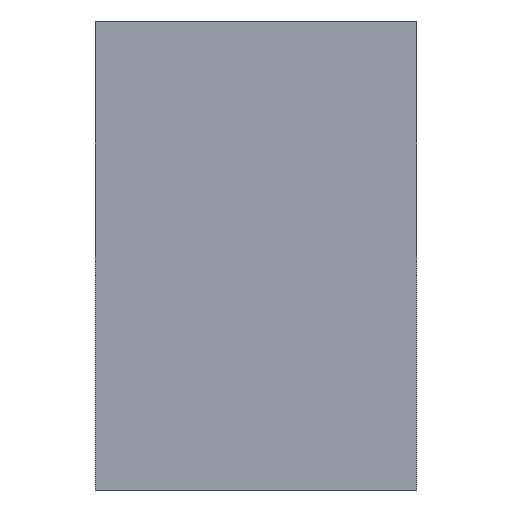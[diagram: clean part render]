
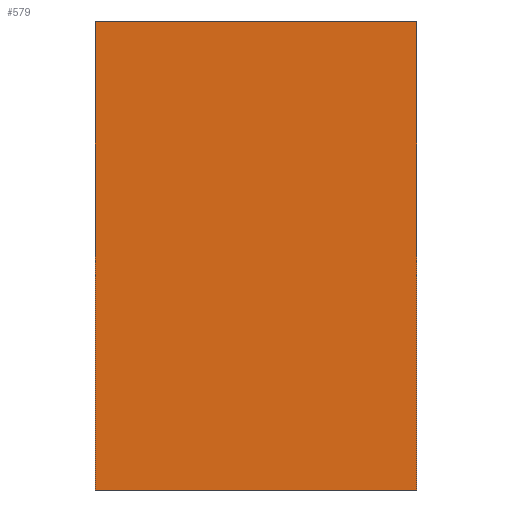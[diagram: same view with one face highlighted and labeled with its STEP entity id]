
A CAD part, left-side view. The second image highlights one B-rep face of the part: STEP entity #579.
In plain terms, the highlighted planar face has unit normal (-1, 0, 0).
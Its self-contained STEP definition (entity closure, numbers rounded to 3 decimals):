
#39=FACE_OUTER_BOUND('',#71,.T.);
#71=EDGE_LOOP('',(#445,#446,#447,#448));
#128=LINE('',#866,#200);
#133=LINE('',#876,#205);
#136=LINE('',#882,#208);
#137=LINE('',#883,#209);
#200=VECTOR('',#715,0.8);
#205=VECTOR('',#724,0.55);
#208=VECTOR('',#729,0.55);
#209=VECTOR('',#730,0.8);
#257=VERTEX_POINT('',#863);
#258=VERTEX_POINT('',#865);
#261=VERTEX_POINT('',#875);
#263=VERTEX_POINT('',#881);
#320=EDGE_CURVE('',#258,#257,#128,.T.);
#325=EDGE_CURVE('',#258,#261,#133,.T.);
#328=EDGE_CURVE('',#263,#257,#136,.T.);
#329=EDGE_CURVE('',#261,#263,#137,.T.);
#445=ORIENTED_EDGE('',*,*,#328,.F.);
#446=ORIENTED_EDGE('',*,*,#329,.F.);
#447=ORIENTED_EDGE('',*,*,#325,.F.);
#448=ORIENTED_EDGE('',*,*,#320,.T.);
#511=PLANE('',#616);
#579=ADVANCED_FACE('',(#39),#511,.T.);
#616=AXIS2_PLACEMENT_3D('',#880,#727,#728);
#715=DIRECTION('',(0.,0.,1.));
#724=DIRECTION('',(0.,1.,0.));
#727=DIRECTION('center_axis',(-1.,0.,0.));
#728=DIRECTION('ref_axis',(0.,-1.,0.));
#729=DIRECTION('',(0.,-1.,0.));
#730=DIRECTION('',(0.,0.,1.));
#863=CARTESIAN_POINT('',(-0.014,-0.014,0.786));
#865=CARTESIAN_POINT('',(-0.014,-0.014,-0.014));
#866=CARTESIAN_POINT('',(-0.014,-0.014,0.772));
#875=CARTESIAN_POINT('',(-0.014,0.536,-0.014));
#876=CARTESIAN_POINT('',(-0.014,0.,-0.014));
#880=CARTESIAN_POINT('Origin',(-0.014,0.536,0.772));
#881=CARTESIAN_POINT('',(-0.014,0.536,0.786));
#882=CARTESIAN_POINT('',(-0.014,0.536,0.786));
#883=CARTESIAN_POINT('',(-0.014,0.536,0.772));
